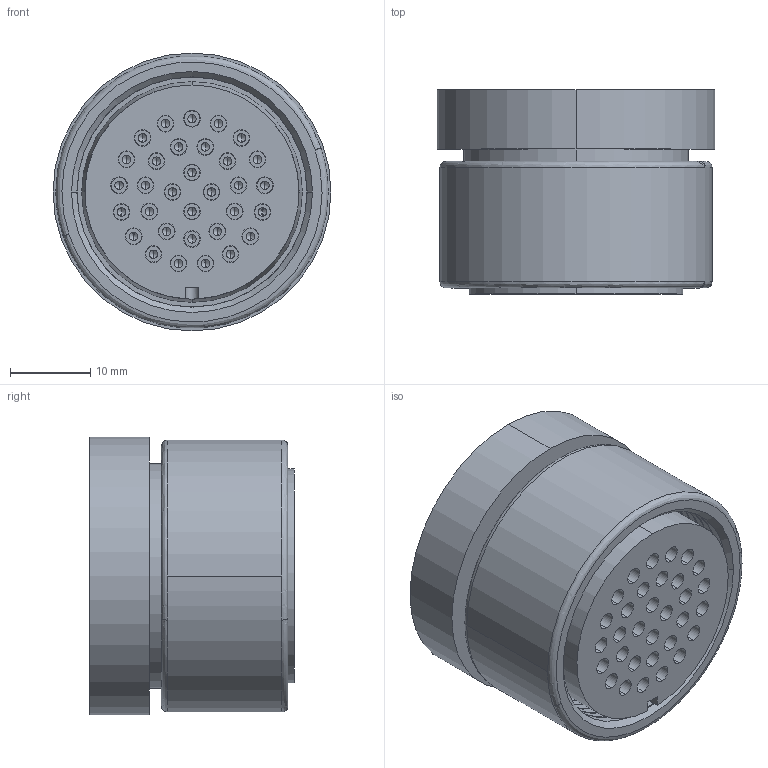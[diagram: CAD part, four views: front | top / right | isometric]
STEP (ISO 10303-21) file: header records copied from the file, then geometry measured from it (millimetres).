
FILE_DESCRIPTION (( 'STEP AP203' ), '1' );
FILE_NAME ('A8276-5-CN.STEP', '2014-04-07T16:52:34', ( '' ), ( '' ), 'SwSTEP 2.0', 'SolidWorks 2014', '' );
FILE_SCHEMA (( 'CONFIG_CONTROL_DESIGN' ));
Length unit declared in the file: inch
Products named in the file (1): A8276-5-CN
Bounding box: 34.59 x 25.4 x 34.59 mm (x, y, z)
Volume: 17751 mm3; surface area: 18130.1 mm2
Topology: 33 solids, 33 shells, 1471 faces, 3703 edges, 2349 vertices
Faces by surface type: cylinder 641, plane 515, cone 164, bspline 151
Entity records: 51991 total; most frequent: CARTESIAN_POINT 17618, ORIENTED_EDGE 7150, DIRECTION 6803, EDGE_CURVE 3575, AXIS2_PLACEMENT_3D 2520, VERTEX_POINT 2349, EDGE_LOOP 1778, VECTOR 1763
